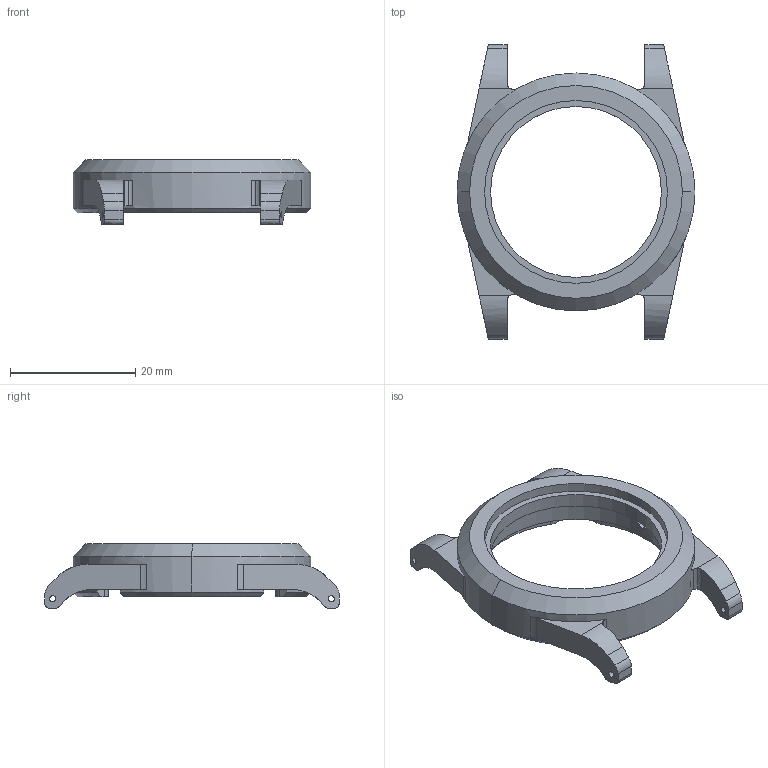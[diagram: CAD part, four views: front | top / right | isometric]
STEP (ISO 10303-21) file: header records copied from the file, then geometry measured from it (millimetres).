
FILE_DESCRIPTION(/* description */ ('STEP AP242','CAx-IF Rec.Pracs.---Representation and Presentation of Product Manufacturing Information (PMI)---4.0---2014-10-13','CAx-IF Rec.Pracs.---3D Tessellated Geometry---0.4---2014-09-14','2;1'),/* implementation_level */ '2;1');
FILE_NAME(/* name */ '68fa9d59a86e8bc8e5ce5c85',/* time_stamp */ '2025-10-23T21:25:46Z',/* author */ (''),/* organization */ (''),/* preprocessor_version */ 'ST-DEVELOPER v20',/* originating_system */ 'ONSHAPE BY PTC INC, 1.205',/* authorisation */ ' ');
FILE_SCHEMA (('AP242_MANAGED_MODEL_BASED_3D_ENGINEERING_MIM_LF { 1 0 10303 442 1 1 4 }'));
Length unit declared in the file: millimetre
Products named in the file (1): Watch Top
Bounding box: 38 x 47 x 10.27 mm (x, y, z)
Volume: 4223.8 mm3; surface area: 3419.1 mm2
Topology: 1 solids, 1 shells, 132 faces, 383 edges, 249 vertices
Faces by surface type: bspline 132
Entity records: 4752 total; most frequent: CARTESIAN_POINT 2057, ORIENTED_EDGE 750, EDGE_CURVE 375, DIRECTION 292, VERTEX_POINT 249, B_SPLINE_CURVE_WITH_KNOTS 152, EDGE_LOOP 148, FACE_BOUND 148
